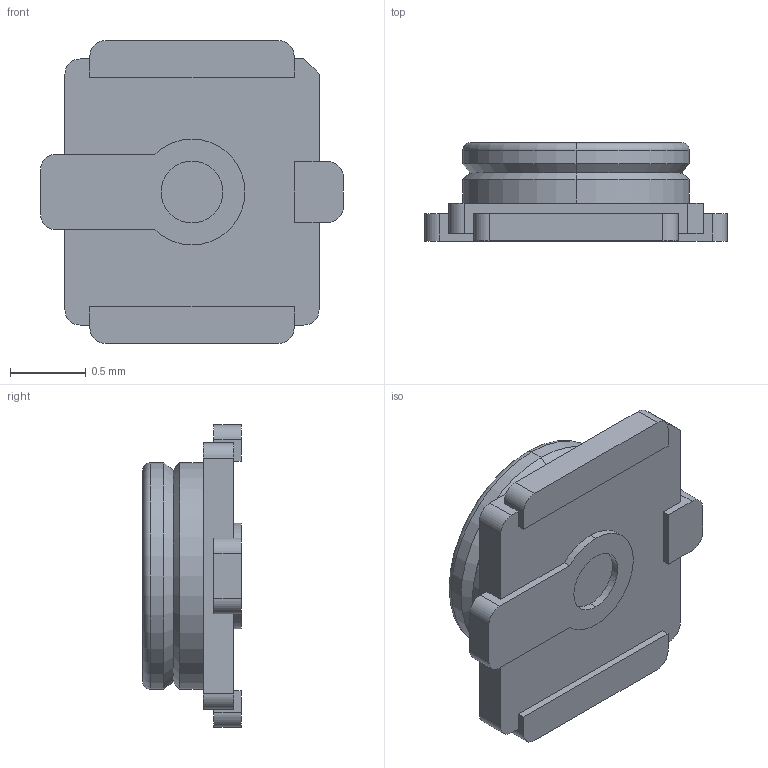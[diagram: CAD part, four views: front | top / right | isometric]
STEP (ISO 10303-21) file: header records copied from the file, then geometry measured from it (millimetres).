
FILE_DESCRIPTION (( 'STEP AP214' ), '1' );
FILE_NAME ('91788CFC-8D46-4AA9-A738-54F9B2888DE2.STEP', '2022-11-08T03:21:07', ( '' ), ( '' ), 'SwSTEP 2.0', 'SolidWorks 2022', '' );
FILE_SCHEMA (( 'AUTOMOTIVE_DESIGN' ));
Length unit declared in the file: millimetre
Products named in the file (1): 91788CFC-8D46-4AA9-A738-54F9B2888DE2
Bounding box: 2 x 0.65 x 2 mm (x, y, z)
Volume: 1 mm3; surface area: 12.7 mm2
Topology: 1 solids, 1 shells, 68 faces, 174 edges, 112 vertices
Faces by surface type: plane 34, cylinder 24, torus 6, cone 4
Entity records: 2604 total; most frequent: DIRECTION 374, CARTESIAN_POINT 355, ORIENTED_EDGE 348, EDGE_CURVE 174, AXIS2_PLACEMENT_3D 131, VERTEX_POINT 112, VECTOR 112, LINE 112
